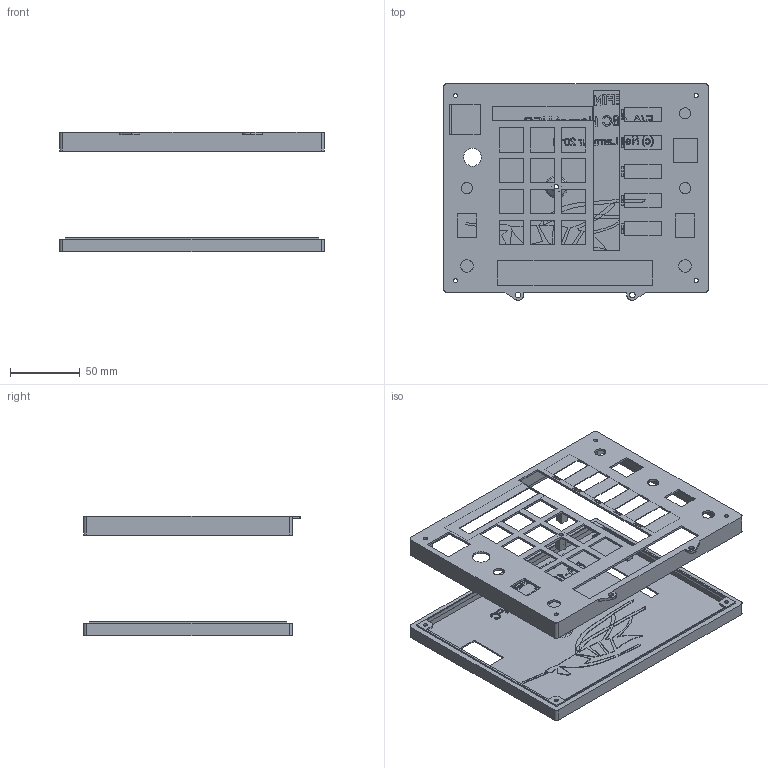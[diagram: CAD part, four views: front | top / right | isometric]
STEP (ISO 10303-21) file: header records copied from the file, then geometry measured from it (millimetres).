
FILE_DESCRIPTION(/* description */ (''),/* implementation_level */ '2;1');
FILE_NAME(/* name */ 'Hornet UFC PCB Frame v11.step',/* time_stamp */ '2019-03-25T08:29:56+00:00',/* author */ ('Neil.g.a.larmour'),/* organization */ (''),/* preprocessor_version */ 'ST-DEVELOPER v17.2',/* originating_system */ 'Autodesk Translation Framework v7.6.0.251',/* authorisation */ '');
FILE_SCHEMA (('AUTOMOTIVE_DESIGN { 1 0 10303 214 3 1 1 }'));
Length unit declared in the file: millimetre
Products named in the file (1): Hornet UFC PCB Frame
Bounding box: 189 x 154.74 x 85.5 mm (x, y, z)
Volume: 104840.1 mm3; surface area: 126587.5 mm2
Topology: 3 solids, 3 shells, 1191 faces, 3295 edges, 2171 vertices
Faces by surface type: plane 675, bspline 469, cylinder 44, cone 3
Full cylindrical faces by diameter (mm): 3 x12, 3.15 x4, 4 x2, 5 x5, 5.95 x2, 8 x1, 8.922 x2, 12 x1, 12.7 x1, 14 x1
Entity records: 41995 total; most frequent: CARTESIAN_POINT 14472, ORIENTED_EDGE 6590, DIRECTION 3904, EDGE_CURVE 3295, LINE 2260, VECTOR 2260, VERTEX_POINT 2171, EDGE_LOOP 1387
